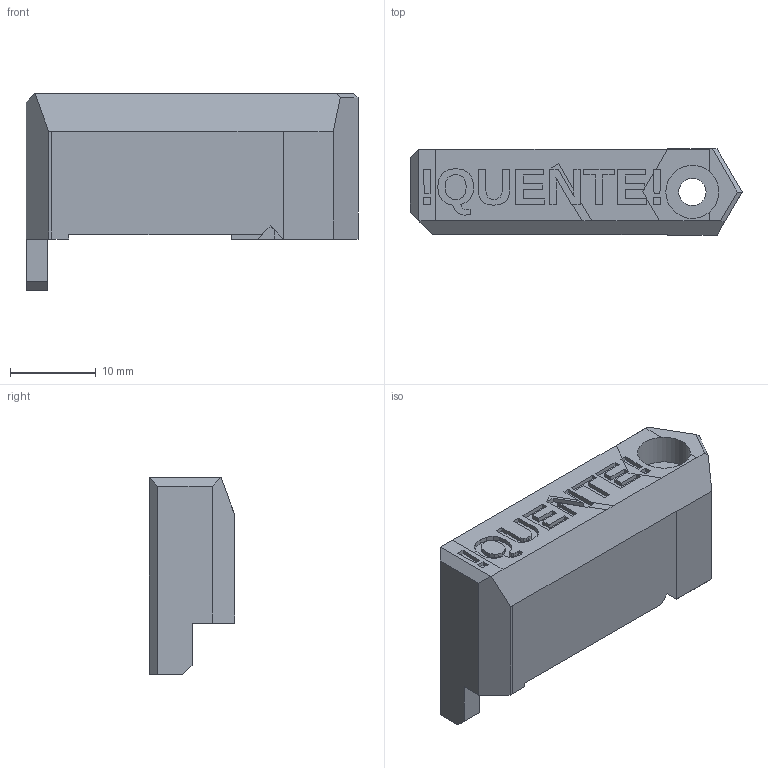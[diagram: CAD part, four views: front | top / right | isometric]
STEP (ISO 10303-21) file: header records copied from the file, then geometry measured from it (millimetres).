
FILE_DESCRIPTION(('FreeCAD Model'),'2;1');
FILE_NAME('fan-nozzle.step','2020-06-11T13:07:46',('Author'),(''), 'Open CASCADE STEP processor 7.3','FreeCAD','Unknown');
FILE_SCHEMA(('AUTOMOTIVE_DESIGN { 1 0 10303 214 1 1 1 1 }'));
Length unit declared in the file: millimetre
Products named in the file (1): difference002
Bounding box: 38.8 x 10.05 x 23 mm (x, y, z)
Volume: 2896.7 mm3; surface area: 3001.8 mm2
Topology: 1 solids, 1 shells, 208 faces, 582 edges, 384 vertices
Faces by surface type: plane 206, cylinder 2
Full cylindrical faces by diameter (mm): 3.2 x1, 6.2 x1
Entity records: 15104 total; most frequent: CARTESIAN_POINT 2809, DIRECTION 1700, LINE 1264, VECTOR 1264, ORIENTED_EDGE 1164, PCURVE 1164, DEFINITIONAL_REPRESENTATION 1164, EDGE_CURVE 582
